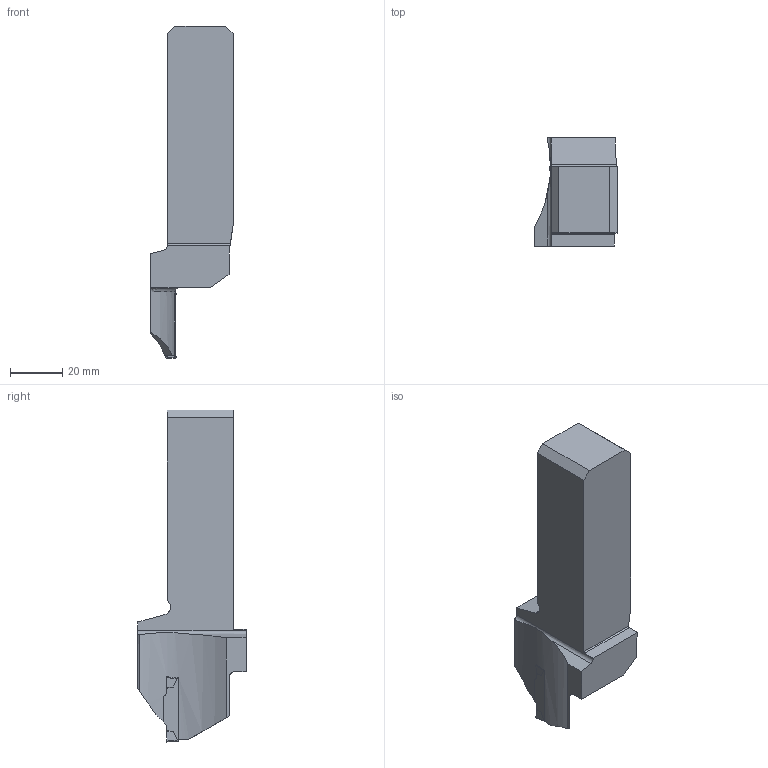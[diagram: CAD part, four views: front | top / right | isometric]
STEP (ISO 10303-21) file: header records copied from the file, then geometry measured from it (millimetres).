
FILE_DESCRIPTION(/* description */ (''),/* implementation_level */ '2;1');
FILE_NAME(/* name */ 'toolassembly_1.stp',/* time_stamp */ '2020-01-09T09:39:42+01:00',/* author */ (''),/* organization */ ('SMS'),/* preprocessor_version */ 'ST-DEVELOPER v16.7',/* originating_system */ 'SIEMENS PLM Software NX 12.0',/* authorisation */ '');
FILE_SCHEMA (('AUTOMOTIVE_DESIGN { 1 0 10303 214 3 1 1 1 }'));
Length unit declared in the file: millimetre
Products named in the file (4): ASSEMBLY_CONSTRUCTION; CUT_20200109093916; NOCUT_20200109093811; TOOLASSEMBLY_1
Assembly tree (3 placements, depth 2):
  TOOLASSEMBLY_1
    NOCUT_20200109093811
    CUT_20200109093916
    ASSEMBLY_CONSTRUCTION
Bounding box: 31.55 x 41.5 x 127.22 mm (x, y, z)
Volume: 73327.4 mm3; surface area: 14540.7 mm2
Topology: 2 solids, 2 shells, 64 faces, 181 edges, 126 vertices
Faces by surface type: plane 48, cylinder 11, extrusion 4, torus 1
Entity records: 2425 total; most frequent: CARTESIAN_POINT 585, ORIENTED_EDGE 360, DIRECTION 351, EDGE_CURVE 180, VECTOR 131, LINE 127, VERTEX_POINT 120, AXIS2_PLACEMENT_3D 110
